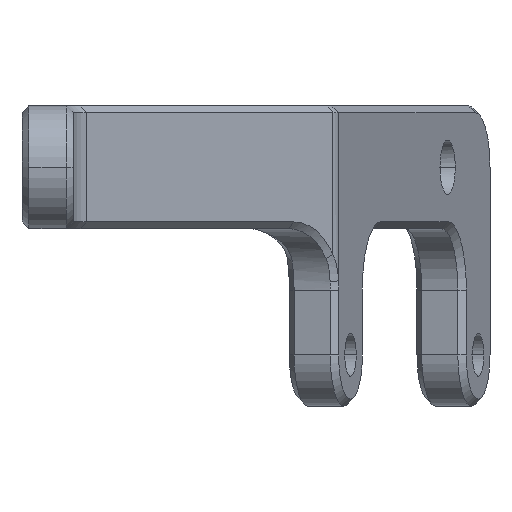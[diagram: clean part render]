
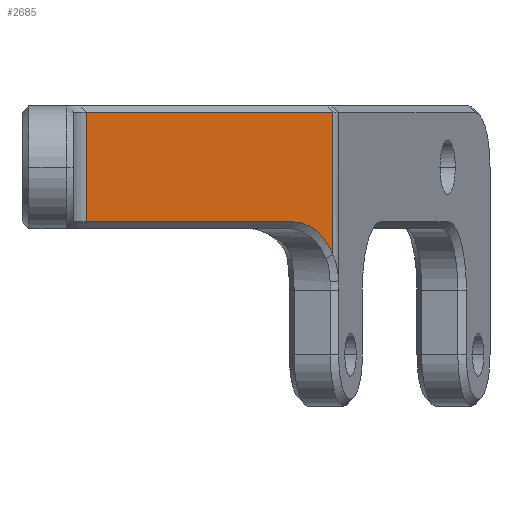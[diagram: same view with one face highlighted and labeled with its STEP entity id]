
A CAD part, left-side view. The second image highlights one B-rep face of the part: STEP entity #2685.
In plain terms, the highlighted planar face has unit normal (-0.62, -0.785, 0).
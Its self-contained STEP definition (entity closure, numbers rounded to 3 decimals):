
#44 = VECTOR ( 'NONE', #473, 1000. ) ;
#136 = EDGE_LOOP ( 'NONE', ( #666, #3728, #156, #1551, #2830 ) ) ;
#156 = ORIENTED_EDGE ( 'NONE', *, *, #1763, .T. ) ;
#373 = CARTESIAN_POINT ( 'NONE',  ( -37.027, -55.731, 21.8 ) ) ;
#473 = DIRECTION ( 'NONE',  ( 0.785, -0.62, 0. ) ) ;
#480 = CARTESIAN_POINT ( 'NONE',  ( -35.102, -57.25, 21.118 ) ) ;
#498 = CARTESIAN_POINT ( 'NONE',  ( -34.87, -57.433, 20.914 ) ) ;
#666 = ORIENTED_EDGE ( 'NONE', *, *, #1499, .T. ) ;
#723 = VERTEX_POINT ( 'NONE', #3076 ) ;
#785 = CARTESIAN_POINT ( 'NONE',  ( -36.447, -56.188, 21.756 ) ) ;
#1229 = DIRECTION ( 'NONE',  ( -0.785, 0.62, 0. ) ) ;
#1261 = VERTEX_POINT ( 'NONE', #2233 ) ;
#1378 = CARTESIAN_POINT ( 'NONE',  ( -34.266, -57.91, 20.167 ) ) ;
#1396 = CARTESIAN_POINT ( 'NONE',  ( -36.736, -55.96, 21.8 ) ) ;
#1499 = EDGE_CURVE ( 'NONE', #723, #3175, #1788, .T. ) ;
#1518 = LINE ( 'NONE', #4034, #1811 ) ;
#1551 = ORIENTED_EDGE ( 'NONE', *, *, #2536, .T. ) ;
#1600 = CARTESIAN_POINT ( 'NONE',  ( -34.115, -58.029, 28.2 ) ) ;
#1725 = CARTESIAN_POINT ( 'NONE',  ( -34.115, -58.029, 19.874 ) ) ;
#1743 = LINE ( 'NONE', #2370, #3956 ) ;
#1744 = FACE_OUTER_BOUND ( 'NONE', #136, .T. ) ;
#1762 = CARTESIAN_POINT ( 'NONE',  ( -37.027, -55.731, 21.8 ) ) ;
#1763 = EDGE_CURVE ( 'NONE', #3907, #1261, #1743, .T. ) ;
#1765 = CARTESIAN_POINT ( 'NONE',  ( -53.411, -42.8, -23.901 ) ) ;
#1781 = DIRECTION ( 'NONE',  ( 0., 0., -1. ) ) ;
#1788 = LINE ( 'NONE', #3904, #2893 ) ;
#1804 = DIRECTION ( 'NONE',  ( -0.62, -0.785, 0. ) ) ;
#1811 = VECTOR ( 'NONE', #1229, 1000. ) ;
#2024 = CARTESIAN_POINT ( 'NONE',  ( -52.43, -43.574, 28.2 ) ) ;
#2233 = CARTESIAN_POINT ( 'NONE',  ( -52.43, -43.574, 21.8 ) ) ;
#2370 = CARTESIAN_POINT ( 'NONE',  ( -52.43, -43.574, 21.4 ) ) ;
#2415 = PLANE ( 'NONE',  #3618 ) ;
#2443 = B_SPLINE_CURVE_WITH_KNOTS ( 'NONE', 3,
 ( #1762, #1396, #785, #2964, #3249, #480, #498, #3582, #1378, #1725 ),
 .UNSPECIFIED., .F., .F.,
 ( 4, 2, 2, 2, 4 ),
 ( 0., 0.25, 0.5, 0.75, 1. ),
 .UNSPECIFIED. ) ;
#2536 = EDGE_CURVE ( 'NONE', #1261, #3133, #3552, .T. ) ;
#2685 = ADVANCED_FACE ( 'NONE', ( #1744 ), #2415, .T. ) ;
#2830 = ORIENTED_EDGE ( 'NONE', *, *, #3946, .T. ) ;
#2893 = VECTOR ( 'NONE', #3468, 1000. ) ;
#2964 = CARTESIAN_POINT ( 'NONE',  ( -35.879, -56.637, 21.581 ) ) ;
#3002 = CARTESIAN_POINT ( 'NONE',  ( -36.895, -55.835, 21.8 ) ) ;
#3012 = DIRECTION ( 'NONE',  ( -0.785, 0.62, 0. ) ) ;
#3076 = CARTESIAN_POINT ( 'NONE',  ( -34.115, -58.029, 19.874 ) ) ;
#3133 = VERTEX_POINT ( 'NONE', #373 ) ;
#3175 = VERTEX_POINT ( 'NONE', #1600 ) ;
#3249 = CARTESIAN_POINT ( 'NONE',  ( -35.609, -56.85, 21.453 ) ) ;
#3468 = DIRECTION ( 'NONE',  ( 0., 0., 1. ) ) ;
#3469 = EDGE_CURVE ( 'NONE', #3175, #3907, #1518, .T. ) ;
#3552 = LINE ( 'NONE', #3002, #44 ) ;
#3582 = CARTESIAN_POINT ( 'NONE',  ( -34.447, -57.767, 20.433 ) ) ;
#3618 = AXIS2_PLACEMENT_3D ( 'NONE', #1765, #1804, #3012 ) ;
#3728 = ORIENTED_EDGE ( 'NONE', *, *, #3469, .T. ) ;
#3904 = CARTESIAN_POINT ( 'NONE',  ( -34.115, -58.029, 28.6 ) ) ;
#3907 = VERTEX_POINT ( 'NONE', #2024 ) ;
#3946 = EDGE_CURVE ( 'NONE', #3133, #723, #2443, .T. ) ;
#3956 = VECTOR ( 'NONE', #1781, 1000. ) ;
#4034 = CARTESIAN_POINT ( 'NONE',  ( -53.411, -42.8, 28.2 ) ) ;
